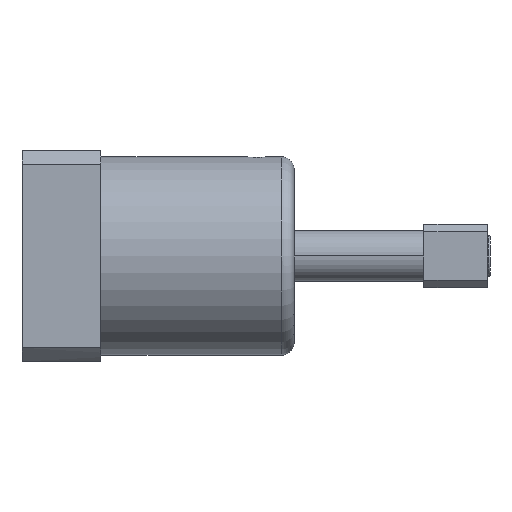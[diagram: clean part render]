
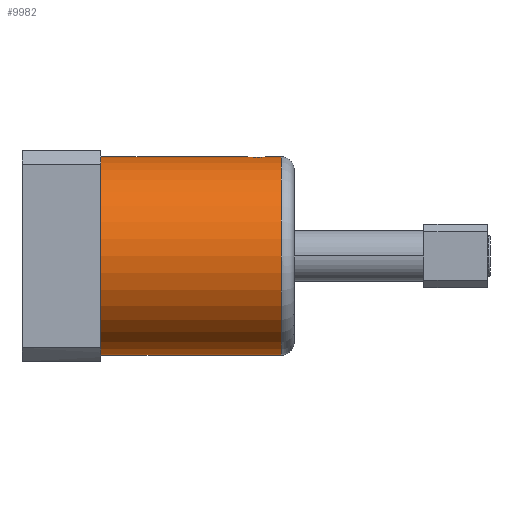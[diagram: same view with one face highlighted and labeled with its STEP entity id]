
A CAD part, front view. The second image highlights one B-rep face of the part: STEP entity #9982.
In plain terms, the highlighted cylindrical face has radius 39 mm (diameter 78 mm), a partial arc.
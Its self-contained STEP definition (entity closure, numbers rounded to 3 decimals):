
#452 = CARTESIAN_POINT ( 'NONE',  ( 89.978, -3.451, 38.847 ) ) ;
#582 = CARTESIAN_POINT ( 'NONE',  ( 88.195, -1.233, 38.981 ) ) ;
#632 = CARTESIAN_POINT ( 'NONE',  ( 95.337, -2.793, 38.901 ) ) ;
#768 = CARTESIAN_POINT ( 'NONE',  ( 91.85, -4.317, 38.76 ) ) ;
#2120 = ORIENTED_EDGE ( 'NONE', *, *, #20308, .T. ) ;
#2673 = CARTESIAN_POINT ( 'NONE',  ( 87.861, 0., 39. ) ) ;
#2714 = CARTESIAN_POINT ( 'NONE',  ( 31., 0., 39. ) ) ;
#3853 = CARTESIAN_POINT ( 'NONE',  ( 94.81, -3.341, 38.857 ) ) ;
#3988 = CARTESIAN_POINT ( 'NONE',  ( 91.296, -4.195, 38.774 ) ) ;
#3990 = B_SPLINE_CURVE_WITH_KNOTS ( 'NONE', 3,
 ( #32441, #29242, #35648, #16553, #38850, #19759, #632, #22964, #3853, #26194, #7064, #29383, #10275, #32575, #13501, #35786, #16691, #38984, #19902, #768, #23094, #3988, #26328, #7205, #29511, #10410 ),
 .UNSPECIFIED., .F., .F.,
 ( 4, 2, 2, 2, 2, 2, 2, 2, 2, 2, 2, 2, 4 ),
 ( 0., 0.001, 0.002, 0.003, 0.004, 0.005, 0.005, 0.006, 0.006, 0.007, 0.007, 0.008, 0.009 ),
 .UNSPECIFIED. ) ;
#4390 = ORIENTED_EDGE ( 'NONE', *, *, #40823, .T. ) ;
#4779 = EDGE_CURVE ( 'NONE', #13249, #17891, #38041, .T. ) ;
#5342 = AXIS2_PLACEMENT_3D ( 'NONE', #27752, #8635, #30945 ) ;
#6607 = DIRECTION ( 'NONE',  ( 1., 0., 0. ) ) ;
#7064 = CARTESIAN_POINT ( 'NONE',  ( 94.368, -3.691, 38.825 ) ) ;
#7205 = CARTESIAN_POINT ( 'NONE',  ( 90.59, -3.907, 38.804 ) ) ;
#7382 = VECTOR ( 'NONE', #12218, 1000. ) ;
#7732 = CARTESIAN_POINT ( 'NONE',  ( 88.195, -1.233, 38.981 ) ) ;
#7895 = ORIENTED_EDGE ( 'NONE', *, *, #28610, .F. ) ;
#8265 = B_SPLINE_CURVE_WITH_KNOTS ( 'NONE', 3,
 ( #15376, #34464, #21789, #2673 ),
 .UNSPECIFIED., .F., .F.,
 ( 4, 4 ),
 ( 0., 1. ),
 .UNSPECIFIED. ) ;
#8635 = DIRECTION ( 'NONE',  ( -1., 0., 0. ) ) ;
#9164 = DIRECTION ( 'NONE',  ( 1., 0., 0. ) ) ;
#9666 = EDGE_CURVE ( 'NONE', #31575, #13249, #40465, .T. ) ;
#9776 = VERTEX_POINT ( 'NONE', #15285 ) ;
#9977 = CARTESIAN_POINT ( 'NONE',  ( 31., 0., 0. ) ) ;
#9982 = ADVANCED_FACE ( 'NONE', ( #11942 ), #10946, .T. ) ;
#10092 = CARTESIAN_POINT ( 'NONE',  ( 89.57, -3.187, 38.87 ) ) ;
#10184 = AXIS2_PLACEMENT_3D ( 'NONE', #9977, #19451, #29075 ) ;
#10275 = CARTESIAN_POINT ( 'NONE',  ( 93.882, -3.976, 38.797 ) ) ;
#10410 = CARTESIAN_POINT ( 'NONE',  ( 89.978, -3.451, 38.847 ) ) ;
#10946 = CYLINDRICAL_SURFACE ( 'NONE', #10184, 39. ) ;
#11942 = FACE_OUTER_BOUND ( 'NONE', #40101, .T. ) ;
#12218 = DIRECTION ( 'NONE',  ( 1., 0., 0. ) ) ;
#12310 = ORIENTED_EDGE ( 'NONE', *, *, #14949, .T. ) ;
#12381 = CIRCLE ( 'NONE', #19276, 39. ) ;
#12384 = CARTESIAN_POINT ( 'NONE',  ( 31., 0., 39. ) ) ;
#12969 = VECTOR ( 'NONE', #9164, 1000. ) ;
#13249 = VERTEX_POINT ( 'NONE', #33932 ) ;
#13312 = CARTESIAN_POINT ( 'NONE',  ( 89.035, -2.696, 38.907 ) ) ;
#13479 = VERTEX_POINT ( 'NONE', #19563 ) ;
#13501 = CARTESIAN_POINT ( 'NONE',  ( 93.35, -4.187, 38.775 ) ) ;
#13537 = EDGE_CURVE ( 'NONE', #13479, #40566, #21893, .T. ) ;
#13962 = LINE ( 'NONE', #12384, #12969 ) ;
#14749 = CARTESIAN_POINT ( 'NONE',  ( 31., 0., -39. ) ) ;
#14949 = EDGE_CURVE ( 'NONE', #9776, #31575, #12381, .T. ) ;
#15285 = CARTESIAN_POINT ( 'NONE',  ( 31., 0., 39. ) ) ;
#15376 = CARTESIAN_POINT ( 'NONE',  ( 88.195, -1.233, 38.981 ) ) ;
#16505 = CARTESIAN_POINT ( 'NONE',  ( 88.597, -2.115, 38.943 ) ) ;
#16553 = CARTESIAN_POINT ( 'NONE',  ( 96.066, -1.474, 38.974 ) ) ;
#16691 = CARTESIAN_POINT ( 'NONE',  ( 92.799, -4.311, 38.761 ) ) ;
#17604 = VERTEX_POINT ( 'NONE', #38619 ) ;
#17891 = VERTEX_POINT ( 'NONE', #36515 ) ;
#19276 = AXIS2_PLACEMENT_3D ( 'NONE', #25735, #6607, #28931 ) ;
#19304 = ORIENTED_EDGE ( 'NONE', *, *, #13537, .T. ) ;
#19451 = DIRECTION ( 'NONE',  ( 1., 0., 0. ) ) ;
#19563 = CARTESIAN_POINT ( 'NONE',  ( 89.978, -3.451, 38.847 ) ) ;
#19711 = CARTESIAN_POINT ( 'NONE',  ( 88.27, -1.466, 38.973 ) ) ;
#19759 = CARTESIAN_POINT ( 'NONE',  ( 95.555, -2.488, 38.922 ) ) ;
#19902 = CARTESIAN_POINT ( 'NONE',  ( 92.229, -4.346, 38.757 ) ) ;
#20308 = EDGE_CURVE ( 'NONE', #17604, #13479, #3990, .T. ) ;
#21625 = ORIENTED_EDGE ( 'NONE', *, *, #9666, .T. ) ;
#21764 = EDGE_CURVE ( 'NONE', #9776, #39059, #32820, .T. ) ;
#21789 = CARTESIAN_POINT ( 'NONE',  ( 87.894, -0.43, 39. ) ) ;
#21893 = B_SPLINE_CURVE_WITH_KNOTS ( 'NONE', 3,
 ( #452, #26010, #10092, #32392, #13312, #35600, #16505, #38799, #19711, #582 ),
 .UNSPECIFIED., .F., .F.,
 ( 4, 2, 2, 2, 4 ),
 ( 0., 0.001, 0.001, 0.002, 0.003 ),
 .UNSPECIFIED. ) ;
#22525 = ORIENTED_EDGE ( 'NONE', *, *, #4779, .T. ) ;
#22964 = CARTESIAN_POINT ( 'NONE',  ( 94.95, -3.209, 38.868 ) ) ;
#23094 = CARTESIAN_POINT ( 'NONE',  ( 91.663, -4.286, 38.764 ) ) ;
#23541 = VECTOR ( 'NONE', #40234, 1000. ) ;
#25735 = CARTESIAN_POINT ( 'NONE',  ( 31., 0., 0. ) ) ;
#26010 = CARTESIAN_POINT ( 'NONE',  ( 89.767, -3.328, 38.858 ) ) ;
#26194 = CARTESIAN_POINT ( 'NONE',  ( 94.52, -3.581, 38.835 ) ) ;
#26328 = CARTESIAN_POINT ( 'NONE',  ( 91.114, -4.133, 38.78 ) ) ;
#27244 = CARTESIAN_POINT ( 'NONE',  ( 87.861, 0., 39. ) ) ;
#27752 = CARTESIAN_POINT ( 'NONE',  ( 102., 0., 0. ) ) ;
#28610 = EDGE_CURVE ( 'NONE', #17604, #17891, #13962, .T. ) ;
#28931 = DIRECTION ( 'NONE',  ( 0., 0., -1. ) ) ;
#29075 = DIRECTION ( 'NONE',  ( 0., 0., -1. ) ) ;
#29242 = CARTESIAN_POINT ( 'NONE',  ( 96.345, -0.381, 39. ) ) ;
#29383 = CARTESIAN_POINT ( 'NONE',  ( 94.049, -3.888, 38.806 ) ) ;
#29511 = CARTESIAN_POINT ( 'NONE',  ( 90.267, -3.702, 38.825 ) ) ;
#30945 = DIRECTION ( 'NONE',  ( 0., 0., -1. ) ) ;
#31575 = VERTEX_POINT ( 'NONE', #40917 ) ;
#32392 = CARTESIAN_POINT ( 'NONE',  ( 89.205, -2.872, 38.894 ) ) ;
#32441 = CARTESIAN_POINT ( 'NONE',  ( 96.373, 0., 39. ) ) ;
#32575 = CARTESIAN_POINT ( 'NONE',  ( 93.531, -4.126, 38.781 ) ) ;
#32820 = LINE ( 'NONE', #2714, #7382 ) ;
#33932 = CARTESIAN_POINT ( 'NONE',  ( 102., 0., -39. ) ) ;
#34464 = CARTESIAN_POINT ( 'NONE',  ( 88.006, -0.841, 38.993 ) ) ;
#35600 = CARTESIAN_POINT ( 'NONE',  ( 88.73, -2.317, 38.932 ) ) ;
#35648 = CARTESIAN_POINT ( 'NONE',  ( 96.278, -0.751, 38.994 ) ) ;
#35786 = CARTESIAN_POINT ( 'NONE',  ( 92.985, -4.279, 38.765 ) ) ;
#36515 = CARTESIAN_POINT ( 'NONE',  ( 102., 0., 39. ) ) ;
#38041 = CIRCLE ( 'NONE', #5342, 39. ) ;
#38619 = CARTESIAN_POINT ( 'NONE',  ( 96.373, 0., 39. ) ) ;
#38799 = CARTESIAN_POINT ( 'NONE',  ( 88.367, -1.691, 38.964 ) ) ;
#38850 = CARTESIAN_POINT ( 'NONE',  ( 95.92, -1.83, 38.958 ) ) ;
#38984 = CARTESIAN_POINT ( 'NONE',  ( 92.422, -4.345, 38.757 ) ) ;
#39059 = VERTEX_POINT ( 'NONE', #27244 ) ;
#40101 = EDGE_LOOP ( 'NONE', ( #40884, #12310, #21625, #22525, #7895, #2120, #19304, #4390 ) ) ;
#40234 = DIRECTION ( 'NONE',  ( 1., 0., 0. ) ) ;
#40465 = LINE ( 'NONE', #14749, #23541 ) ;
#40566 = VERTEX_POINT ( 'NONE', #7732 ) ;
#40823 = EDGE_CURVE ( 'NONE', #40566, #39059, #8265, .T. ) ;
#40884 = ORIENTED_EDGE ( 'NONE', *, *, #21764, .F. ) ;
#40917 = CARTESIAN_POINT ( 'NONE',  ( 31., 0., -39. ) ) ;
